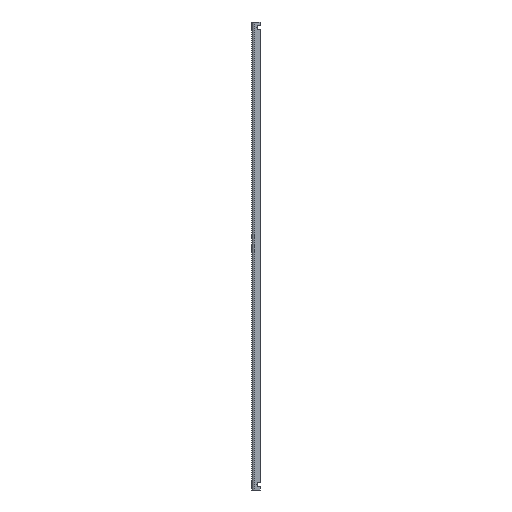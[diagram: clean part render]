
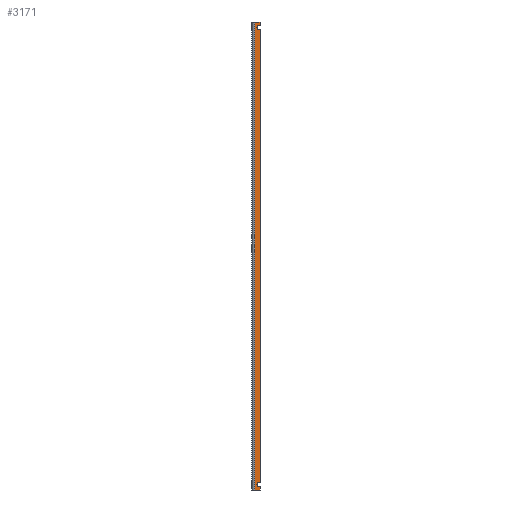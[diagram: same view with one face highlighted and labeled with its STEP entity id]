
A CAD part, left-side view. The second image highlights one B-rep face of the part: STEP entity #3171.
In plain terms, the highlighted planar face has unit normal (-1, 0, 0).
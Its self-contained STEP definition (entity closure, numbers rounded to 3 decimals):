
#54=DIRECTION('',(0.,1.,0.));
#55=VECTOR('',#54,5.);
#56=CARTESIAN_POINT('',(-96.,-7.,-215.75));
#57=LINE('',#56,#55);
#1093=CARTESIAN_POINT('',(-96.,-6.14,-210.75));
#1094=DIRECTION('',(1.,0.,0.));
#1095=DIRECTION('',(0.,-0.43,-0.903));
#1096=AXIS2_PLACEMENT_3D('',#1093,#1094,#1095);
#1103=DIRECTION('',(0.,0.,1.));
#1104=VECTOR('',#1103,3.194);
#1105=CARTESIAN_POINT('',(-96.,-7.,-215.75));
#1106=LINE('',#1105,#1104);
#1107=DIRECTION('',(0.,0.,1.));
#1108=VECTOR('',#1107,3.194);
#1109=CARTESIAN_POINT('',(-96.,-7.,212.556));
#1110=LINE('',#1109,#1108);
#1111=DIRECTION('',(0.,0.,1.));
#1112=VECTOR('',#1111,417.889);
#1113=CARTESIAN_POINT('',(-96.,-7.,-208.944));
#1114=LINE('',#1113,#1112);
#1148=CARTESIAN_POINT('',(-96.,-6.14,210.75));
#1149=DIRECTION('',(1.,0.,0.));
#1150=DIRECTION('',(0.,-0.43,-0.903));
#1151=AXIS2_PLACEMENT_3D('',#1148,#1149,#1150);
#1170=DIRECTION('',(0.,1.,0.));
#1171=VECTOR('',#1170,5.);
#1172=CARTESIAN_POINT('',(-96.,-7.,215.75));
#1173=LINE('',#1172,#1171);
#1205=DIRECTION('',(0.,0.,1.));
#1206=VECTOR('',#1205,431.5);
#1207=CARTESIAN_POINT('',(-96.,-2.,-215.75));
#1208=LINE('',#1207,#1206);
#1389=CARTESIAN_POINT('',(-96.,-7.,-215.75));
#1390=CARTESIAN_POINT('',(-96.,-2.,-215.75));
#1391=VERTEX_POINT('',#1389);
#1392=VERTEX_POINT('',#1390);
#1397=CARTESIAN_POINT('',(-96.,-7.,215.75));
#1398=CARTESIAN_POINT('',(-96.,-2.,215.75));
#1399=VERTEX_POINT('',#1397);
#1400=VERTEX_POINT('',#1398);
#1430=CARTESIAN_POINT('',(-96.,-7.,212.556));
#1432=VERTEX_POINT('',#1430);
#1434=CARTESIAN_POINT('',(-96.,-7.,208.944));
#1436=VERTEX_POINT('',#1434);
#1437=CARTESIAN_POINT('',(-96.,-7.,-212.556));
#1439=VERTEX_POINT('',#1437);
#1441=CARTESIAN_POINT('',(-96.,-7.,-208.944));
#1443=VERTEX_POINT('',#1441);
#3150=CARTESIAN_POINT('',(-96.,-7.,-215.75));
#3151=DIRECTION('',(1.,0.,0.));
#3152=DIRECTION('',(0.,1.,0.));
#3153=AXIS2_PLACEMENT_3D('',#3150,#3151,#3152);
#3154=PLANE('',#3153);
#3155=ORIENTED_EDGE('',*,*,#3140,.F.);
#3157=ORIENTED_EDGE('',*,*,#3156,.F.);
#3158=ORIENTED_EDGE('',*,*,#1758,.T.);
#3160=ORIENTED_EDGE('',*,*,#3159,.T.);
#3162=ORIENTED_EDGE('',*,*,#3161,.F.);
#3164=ORIENTED_EDGE('',*,*,#3163,.F.);
#3166=ORIENTED_EDGE('',*,*,#3165,.F.);
#3168=ORIENTED_EDGE('',*,*,#3167,.F.);
#3169=EDGE_LOOP('',(#3155,#3157,#3158,#3160,#3162,#3164,#3166,#3168));
#3170=FACE_OUTER_BOUND('',#3169,.F.);
#3171=ADVANCED_FACE('',(#3170),#3154,.F.);
#1097=CIRCLE('',#1096,2.);
#1152=CIRCLE('',#1151,2.);
#1758=EDGE_CURVE('',#1391,#1392,#57,.T.);
#3140=EDGE_CURVE('',#1439,#1443,#1097,.T.);
#3156=EDGE_CURVE('',#1391,#1439,#1106,.T.);
#3159=EDGE_CURVE('',#1392,#1400,#1208,.T.);
#3161=EDGE_CURVE('',#1399,#1400,#1173,.T.);
#3163=EDGE_CURVE('',#1432,#1399,#1110,.T.);
#3165=EDGE_CURVE('',#1436,#1432,#1152,.T.);
#3167=EDGE_CURVE('',#1443,#1436,#1114,.T.);
